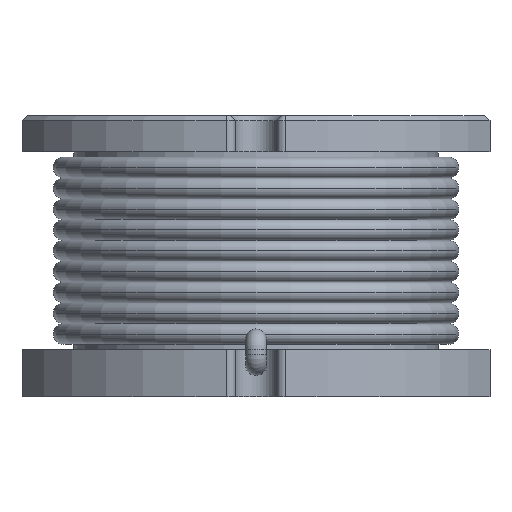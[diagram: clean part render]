
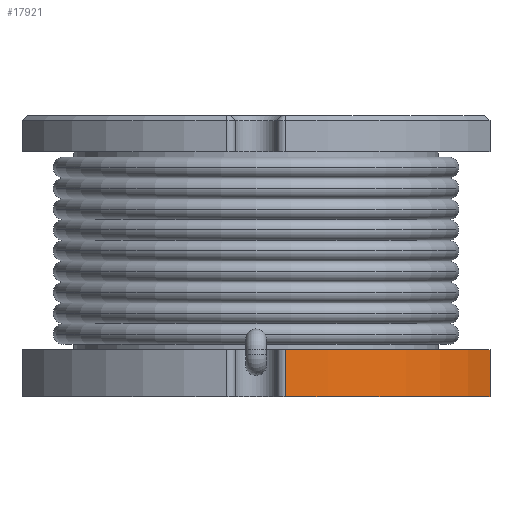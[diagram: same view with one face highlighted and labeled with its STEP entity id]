
A CAD part, front view. The second image highlights one B-rep face of the part: STEP entity #17921.
In plain terms, the highlighted cylindrical face has radius 5 mm (diameter 10 mm), a partial arc.
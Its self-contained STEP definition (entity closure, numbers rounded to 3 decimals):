
#863 = AXIS2_PLACEMENT_3D ( 'NONE', #3575, #11955, #13410 ) ;
#3357 = VECTOR ( 'NONE', #10140, 1000. ) ;
#3524 = CARTESIAN_POINT ( 'NONE',  ( 0., 0., -0.01 ) ) ;
#3575 = CARTESIAN_POINT ( 'NONE',  ( 0., 0., 0.9 ) ) ;
#3727 = DIRECTION ( 'NONE',  ( -1., 0., 0. ) ) ;
#4690 = DIRECTION ( 'NONE',  ( 0., 0., -1. ) ) ;
#5046 = ORIENTED_EDGE ( 'NONE', *, *, #18024, .F. ) ;
#5922 = EDGE_LOOP ( 'NONE', ( #5046, #19651, #10691, #14313 ) ) ;
#6603 = AXIS2_PLACEMENT_3D ( 'NONE', #3524, #19000, #3727 ) ;
#6901 = DIRECTION ( 'NONE',  ( -1., 0., 0. ) ) ;
#7091 = LINE ( 'NONE', #7192, #3357 ) ;
#7192 = CARTESIAN_POINT ( 'NONE',  ( 4.5, -2.179, 0.9 ) ) ;
#7667 = CARTESIAN_POINT ( 'NONE',  ( 0.567, -4.968, 0.9 ) ) ;
#8654 = VERTEX_POINT ( 'NONE', #21667 ) ;
#9522 = LINE ( 'NONE', #19984, #11523 ) ;
#10140 = DIRECTION ( 'NONE',  ( 0., 0., -1. ) ) ;
#10191 = DIRECTION ( 'NONE',  ( 0., 0., -1. ) ) ;
#10691 = ORIENTED_EDGE ( 'NONE', *, *, #18288, .F. ) ;
#11523 = VECTOR ( 'NONE', #4690, 1000. ) ;
#11558 = VERTEX_POINT ( 'NONE', #7667 ) ;
#11626 = CIRCLE ( 'NONE', #6603, 5. ) ;
#11955 = DIRECTION ( 'NONE',  ( 0., 0., 1. ) ) ;
#12676 = CARTESIAN_POINT ( 'NONE',  ( 4.5, -2.179, -0.01 ) ) ;
#12864 = FACE_OUTER_BOUND ( 'NONE', #5922, .T. ) ;
#12925 = CARTESIAN_POINT ( 'NONE',  ( 4.5, -2.179, 0.9 ) ) ;
#13410 = DIRECTION ( 'NONE',  ( 1., 0., 0. ) ) ;
#14313 = ORIENTED_EDGE ( 'NONE', *, *, #15254, .F. ) ;
#14688 = VERTEX_POINT ( 'NONE', #12925 ) ;
#15181 = CARTESIAN_POINT ( 'NONE',  ( 0., 0., 0.9 ) ) ;
#15254 = EDGE_CURVE ( 'NONE', #14688, #15353, #7091, .T. ) ;
#15353 = VERTEX_POINT ( 'NONE', #12676 ) ;
#17921 = ADVANCED_FACE ( 'NONE', ( #12864 ), #19638, .T. ) ;
#18024 = EDGE_CURVE ( 'NONE', #11558, #14688, #18680, .T. ) ;
#18288 = EDGE_CURVE ( 'NONE', #15353, #8654, #11626, .T. ) ;
#18680 = CIRCLE ( 'NONE', #863, 5. ) ;
#18726 = EDGE_CURVE ( 'NONE', #11558, #8654, #9522, .T. ) ;
#19000 = DIRECTION ( 'NONE',  ( 0., 0., -1. ) ) ;
#19048 = AXIS2_PLACEMENT_3D ( 'NONE', #15181, #10191, #6901 ) ;
#19638 = CYLINDRICAL_SURFACE ( 'NONE', #19048, 5. ) ;
#19651 = ORIENTED_EDGE ( 'NONE', *, *, #18726, .T. ) ;
#19984 = CARTESIAN_POINT ( 'NONE',  ( 0.567, -4.968, 0.9 ) ) ;
#21667 = CARTESIAN_POINT ( 'NONE',  ( 0.567, -4.968, -0.01 ) ) ;
